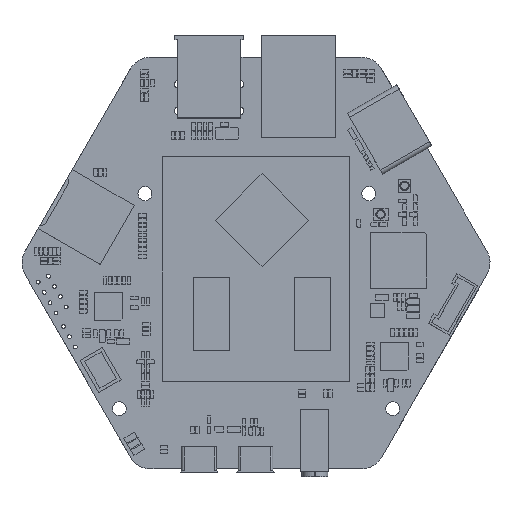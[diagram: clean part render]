
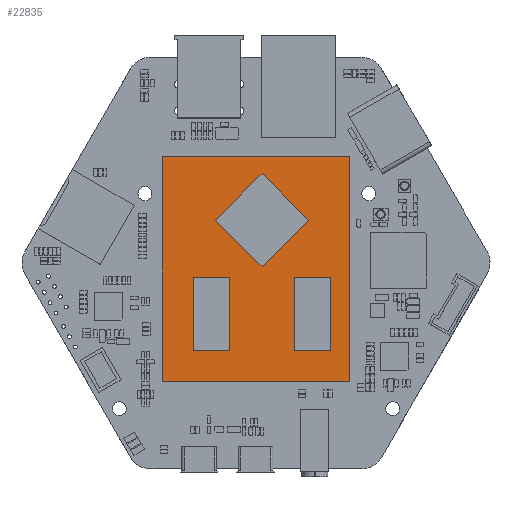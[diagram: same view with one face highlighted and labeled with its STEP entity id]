
A CAD part, top view. The second image highlights one B-rep face of the part: STEP entity #22835.
In plain terms, the highlighted planar face has unit normal (0, 0, 1).
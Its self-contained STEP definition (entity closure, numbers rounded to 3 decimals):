
#22835=ADVANCED_FACE('',(#28750,#28751,#28752,#28753),#24859,.T.);
#24859=PLANE('',#45648);
#26654=B_SPLINE_CURVE_WITH_KNOTS('',3,(#54645,#54646,#54647,#54648),
 .UNSPECIFIED.,.F.,.F.,(4,4),(0.,1.),.UNSPECIFIED.);
#26655=B_SPLINE_CURVE_WITH_KNOTS('',3,(#54651,#54652,#54653,#54654),
 .UNSPECIFIED.,.F.,.F.,(4,4),(0.,1.),.UNSPECIFIED.);
#26656=B_SPLINE_CURVE_WITH_KNOTS('',3,(#54656,#54657,#54658,#54659),
 .UNSPECIFIED.,.F.,.F.,(4,4),(0.,1.),.UNSPECIFIED.);
#26657=B_SPLINE_CURVE_WITH_KNOTS('',3,(#54661,#54662,#54663,#54664),
 .UNSPECIFIED.,.F.,.F.,(4,4),(0.,1.),.UNSPECIFIED.);
#26658=B_SPLINE_CURVE_WITH_KNOTS('',3,(#54665,#54666,#54667,#54668),
 .UNSPECIFIED.,.F.,.F.,(4,4),(0.,1.),.UNSPECIFIED.);
#26659=B_SPLINE_CURVE_WITH_KNOTS('',3,(#54671,#54672,#54673,#54674),
 .UNSPECIFIED.,.F.,.F.,(4,4),(0.,1.),.UNSPECIFIED.);
#26660=B_SPLINE_CURVE_WITH_KNOTS('',3,(#54676,#54677,#54678,#54679),
 .UNSPECIFIED.,.F.,.F.,(4,4),(0.,1.),.UNSPECIFIED.);
#26661=B_SPLINE_CURVE_WITH_KNOTS('',3,(#54681,#54682,#54683,#54684),
 .UNSPECIFIED.,.F.,.F.,(4,4),(0.,1.),.UNSPECIFIED.);
#26662=B_SPLINE_CURVE_WITH_KNOTS('',3,(#54685,#54686,#54687,#54688),
 .UNSPECIFIED.,.F.,.F.,(4,4),(0.,1.),.UNSPECIFIED.);
#26663=B_SPLINE_CURVE_WITH_KNOTS('',3,(#54691,#54692,#54693,#54694),
 .UNSPECIFIED.,.F.,.F.,(4,4),(0.,1.),.UNSPECIFIED.);
#26664=B_SPLINE_CURVE_WITH_KNOTS('',3,(#54696,#54697,#54698,#54699),
 .UNSPECIFIED.,.F.,.F.,(4,4),(0.,1.),.UNSPECIFIED.);
#26665=B_SPLINE_CURVE_WITH_KNOTS('',3,(#54701,#54702,#54703,#54704),
 .UNSPECIFIED.,.F.,.F.,(4,4),(0.,1.),.UNSPECIFIED.);
#26666=B_SPLINE_CURVE_WITH_KNOTS('',3,(#54705,#54706,#54707,#54708),
 .UNSPECIFIED.,.F.,.F.,(4,4),(0.,1.),.UNSPECIFIED.);
#26667=B_SPLINE_CURVE_WITH_KNOTS('',3,(#54711,#54712,#54713,#54714),
 .UNSPECIFIED.,.F.,.F.,(4,4),(0.,1.),.UNSPECIFIED.);
#26668=B_SPLINE_CURVE_WITH_KNOTS('',3,(#54716,#54717,#54718,#54719),
 .UNSPECIFIED.,.F.,.F.,(4,4),(0.,1.),.UNSPECIFIED.);
#26669=B_SPLINE_CURVE_WITH_KNOTS('',3,(#54721,#54722,#54723,#54724),
 .UNSPECIFIED.,.F.,.F.,(4,4),(0.,1.),.UNSPECIFIED.);
#28750=FACE_BOUND('',#29323,.T.);
#28751=FACE_BOUND('',#29324,.T.);
#28752=FACE_BOUND('',#29325,.T.);
#28753=FACE_BOUND('',#29326,.T.);
#29323=EDGE_LOOP('',(#31734,#31735,#31736,#31737));
#29324=EDGE_LOOP('',(#31738,#31739,#31740,#31741));
#29325=EDGE_LOOP('',(#31742,#31743,#31744,#31745));
#29326=EDGE_LOOP('',(#31746,#31747,#31748,#31749));
#31734=ORIENTED_EDGE('',*,*,#41480,.T.);
#31735=ORIENTED_EDGE('',*,*,#41481,.T.);
#31736=ORIENTED_EDGE('',*,*,#41482,.T.);
#31737=ORIENTED_EDGE('',*,*,#41483,.T.);
#31738=ORIENTED_EDGE('',*,*,#41484,.F.);
#31739=ORIENTED_EDGE('',*,*,#41485,.F.);
#31740=ORIENTED_EDGE('',*,*,#41486,.F.);
#31741=ORIENTED_EDGE('',*,*,#41487,.F.);
#31742=ORIENTED_EDGE('',*,*,#41488,.F.);
#31743=ORIENTED_EDGE('',*,*,#41489,.F.);
#31744=ORIENTED_EDGE('',*,*,#41490,.F.);
#31745=ORIENTED_EDGE('',*,*,#41491,.F.);
#31746=ORIENTED_EDGE('',*,*,#41492,.T.);
#31747=ORIENTED_EDGE('',*,*,#41493,.T.);
#31748=ORIENTED_EDGE('',*,*,#41494,.T.);
#31749=ORIENTED_EDGE('',*,*,#41495,.T.);
#38912=VERTEX_POINT('',#54649);
#38913=VERTEX_POINT('',#54650);
#38914=VERTEX_POINT('',#54655);
#38915=VERTEX_POINT('',#54660);
#38916=VERTEX_POINT('',#54669);
#38917=VERTEX_POINT('',#54670);
#38918=VERTEX_POINT('',#54675);
#38919=VERTEX_POINT('',#54680);
#38920=VERTEX_POINT('',#54689);
#38921=VERTEX_POINT('',#54690);
#38922=VERTEX_POINT('',#54695);
#38923=VERTEX_POINT('',#54700);
#38924=VERTEX_POINT('',#54709);
#38925=VERTEX_POINT('',#54710);
#38926=VERTEX_POINT('',#54715);
#38927=VERTEX_POINT('',#54720);
#41480=EDGE_CURVE('',#38912,#38913,#26654,.T.);
#41481=EDGE_CURVE('',#38913,#38914,#26655,.T.);
#41482=EDGE_CURVE('',#38914,#38915,#26656,.T.);
#41483=EDGE_CURVE('',#38915,#38912,#26657,.T.);
#41484=EDGE_CURVE('',#38916,#38917,#26658,.T.);
#41485=EDGE_CURVE('',#38918,#38916,#26659,.T.);
#41486=EDGE_CURVE('',#38919,#38918,#26660,.T.);
#41487=EDGE_CURVE('',#38917,#38919,#26661,.T.);
#41488=EDGE_CURVE('',#38920,#38921,#26662,.T.);
#41489=EDGE_CURVE('',#38922,#38920,#26663,.T.);
#41490=EDGE_CURVE('',#38923,#38922,#26664,.T.);
#41491=EDGE_CURVE('',#38921,#38923,#26665,.T.);
#41492=EDGE_CURVE('',#38924,#38925,#26666,.T.);
#41493=EDGE_CURVE('',#38925,#38926,#26667,.T.);
#41494=EDGE_CURVE('',#38926,#38927,#26668,.T.);
#41495=EDGE_CURVE('',#38927,#38924,#26669,.T.);
#45648=AXIS2_PLACEMENT_3D('',#54725,#47773,#47774);
#47773=DIRECTION('',(0.,0.,1.));
#47774=DIRECTION('',(1.,0.,0.));
#54645=CARTESIAN_POINT('',(-13.364,-18.769,1.6));
#54646=CARTESIAN_POINT('',(-13.364,-13.516,1.6));
#54647=CARTESIAN_POINT('',(-13.364,-8.263,1.6));
#54648=CARTESIAN_POINT('',(-13.364,-3.01,1.6));
#54649=CARTESIAN_POINT('',(-13.364,-18.769,1.6));
#54650=CARTESIAN_POINT('',(-13.364,-3.01,1.6));
#54651=CARTESIAN_POINT('',(-13.364,-3.01,1.6));
#54652=CARTESIAN_POINT('',(-10.787,-3.01,1.6));
#54653=CARTESIAN_POINT('',(-8.211,-3.01,1.6));
#54654=CARTESIAN_POINT('',(-5.634,-3.01,1.6));
#54655=CARTESIAN_POINT('',(-5.634,-3.01,1.6));
#54656=CARTESIAN_POINT('',(-5.634,-3.01,1.6));
#54657=CARTESIAN_POINT('',(-5.634,-8.263,1.6));
#54658=CARTESIAN_POINT('',(-5.634,-13.516,1.6));
#54659=CARTESIAN_POINT('',(-5.634,-18.769,1.6));
#54660=CARTESIAN_POINT('',(-5.634,-18.769,1.6));
#54661=CARTESIAN_POINT('',(-5.634,-18.769,1.6));
#54662=CARTESIAN_POINT('',(-8.211,-18.769,1.6));
#54663=CARTESIAN_POINT('',(-10.787,-18.769,1.6));
#54664=CARTESIAN_POINT('',(-13.364,-18.769,1.6));
#54665=CARTESIAN_POINT('',(-20.066,22.733,1.6));
#54666=CARTESIAN_POINT('',(-6.731,22.733,1.6));
#54667=CARTESIAN_POINT('',(6.604,22.733,1.6));
#54668=CARTESIAN_POINT('',(19.939,22.733,1.6));
#54669=CARTESIAN_POINT('',(-20.066,22.733,1.6));
#54670=CARTESIAN_POINT('',(19.939,22.733,1.6));
#54671=CARTESIAN_POINT('',(-20.066,-25.273,1.6));
#54672=CARTESIAN_POINT('',(-20.066,-9.271,1.6));
#54673=CARTESIAN_POINT('',(-20.066,6.731,1.6));
#54674=CARTESIAN_POINT('',(-20.066,22.733,1.6));
#54675=CARTESIAN_POINT('',(-20.066,-25.273,1.6));
#54676=CARTESIAN_POINT('',(19.939,-25.273,1.6));
#54677=CARTESIAN_POINT('',(6.604,-25.273,1.6));
#54678=CARTESIAN_POINT('',(-6.731,-25.273,1.6));
#54679=CARTESIAN_POINT('',(-20.066,-25.273,1.6));
#54680=CARTESIAN_POINT('',(19.939,-25.273,1.6));
#54681=CARTESIAN_POINT('',(19.939,22.733,1.6));
#54682=CARTESIAN_POINT('',(19.939,6.731,1.6));
#54683=CARTESIAN_POINT('',(19.939,-9.271,1.6));
#54684=CARTESIAN_POINT('',(19.939,-25.273,1.6));
#54685=CARTESIAN_POINT('',(1.28,-0.737,1.6));
#54686=CARTESIAN_POINT('',(4.58,2.563,1.6));
#54687=CARTESIAN_POINT('',(7.879,5.863,1.6));
#54688=CARTESIAN_POINT('',(11.179,9.163,1.6));
#54689=CARTESIAN_POINT('',(1.28,-0.737,1.6));
#54690=CARTESIAN_POINT('',(11.179,9.163,1.6));
#54691=CARTESIAN_POINT('',(-8.62,9.163,1.6));
#54692=CARTESIAN_POINT('',(-5.32,5.863,1.6));
#54693=CARTESIAN_POINT('',(-2.02,2.563,1.6));
#54694=CARTESIAN_POINT('',(1.28,-0.737,1.6));
#54695=CARTESIAN_POINT('',(-8.62,9.163,1.6));
#54696=CARTESIAN_POINT('',(1.28,19.062,1.6));
#54697=CARTESIAN_POINT('',(-2.02,15.762,1.6));
#54698=CARTESIAN_POINT('',(-5.32,12.463,1.6));
#54699=CARTESIAN_POINT('',(-8.62,9.163,1.6));
#54700=CARTESIAN_POINT('',(1.28,19.062,1.6));
#54701=CARTESIAN_POINT('',(11.179,9.163,1.6));
#54702=CARTESIAN_POINT('',(7.879,12.463,1.6));
#54703=CARTESIAN_POINT('',(4.58,15.762,1.6));
#54704=CARTESIAN_POINT('',(1.28,19.062,1.6));
#54705=CARTESIAN_POINT('',(8.255,-18.769,1.6));
#54706=CARTESIAN_POINT('',(8.255,-13.516,1.6));
#54707=CARTESIAN_POINT('',(8.255,-8.263,1.6));
#54708=CARTESIAN_POINT('',(8.255,-3.01,1.6));
#54709=CARTESIAN_POINT('',(8.255,-18.769,1.6));
#54710=CARTESIAN_POINT('',(8.255,-3.01,1.6));
#54711=CARTESIAN_POINT('',(8.255,-3.01,1.6));
#54712=CARTESIAN_POINT('',(10.832,-3.01,1.6));
#54713=CARTESIAN_POINT('',(13.408,-3.01,1.6));
#54714=CARTESIAN_POINT('',(15.985,-3.01,1.6));
#54715=CARTESIAN_POINT('',(15.985,-3.01,1.6));
#54716=CARTESIAN_POINT('',(15.985,-3.01,1.6));
#54717=CARTESIAN_POINT('',(15.985,-8.263,1.6));
#54718=CARTESIAN_POINT('',(15.985,-13.516,1.6));
#54719=CARTESIAN_POINT('',(15.985,-18.769,1.6));
#54720=CARTESIAN_POINT('',(15.985,-18.769,1.6));
#54721=CARTESIAN_POINT('',(15.985,-18.769,1.6));
#54722=CARTESIAN_POINT('',(13.408,-18.769,1.6));
#54723=CARTESIAN_POINT('',(10.832,-18.769,1.6));
#54724=CARTESIAN_POINT('',(8.255,-18.769,1.6));
#54725=CARTESIAN_POINT('',(-0.063,22.733,1.6));
